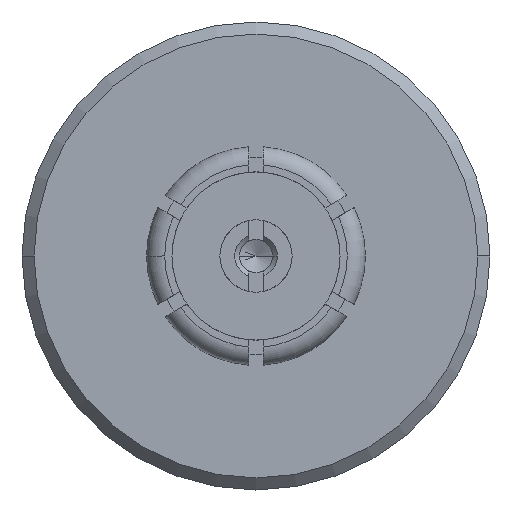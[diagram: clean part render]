
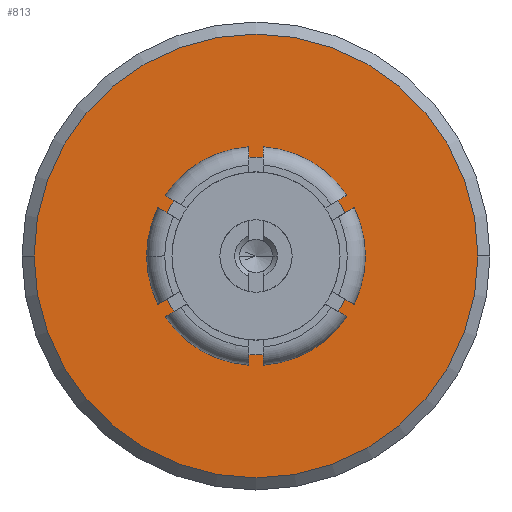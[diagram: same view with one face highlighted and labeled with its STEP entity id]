
A CAD part, left-side view. The second image highlights one B-rep face of the part: STEP entity #813.
In plain terms, the highlighted planar face has unit normal (-1, 0, 0).
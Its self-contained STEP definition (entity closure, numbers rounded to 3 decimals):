
#124 = VERTEX_POINT ( 'NONE', #1977 ) ;
#132 = DIRECTION ( 'NONE',  ( 1., 0., 0. ) ) ;
#191 = CARTESIAN_POINT ( 'NONE',  ( -4.289, -1.041, 0. ) ) ;
#434 = AXIS2_PLACEMENT_3D ( 'NONE', #1355, #3181, #3239 ) ;
#604 = PLANE ( 'NONE',  #1439 ) ;
#813 = ADVANCED_FACE ( 'NONE', ( #1147, #3496 ), #604, .F. ) ;
#889 = CARTESIAN_POINT ( 'NONE',  ( -4.289, 2.337, 0. ) ) ;
#1089 = DIRECTION ( 'NONE',  ( 0., 1., 0. ) ) ;
#1106 = ORIENTED_EDGE ( 'NONE', *, *, #5474, .T. ) ;
#1147 = FACE_OUTER_BOUND ( 'NONE', #4117, .T. ) ;
#1176 = EDGE_CURVE ( 'NONE', #3664, #2227, #3155, .T. ) ;
#1274 = ORIENTED_EDGE ( 'NONE', *, *, #1176, .F. ) ;
#1355 = CARTESIAN_POINT ( 'NONE',  ( -4.289, 0., 0. ) ) ;
#1377 = DIRECTION ( 'NONE',  ( 0., 1., 0. ) ) ;
#1398 = AXIS2_PLACEMENT_3D ( 'NONE', #3411, #4392, #1089 ) ;
#1439 = AXIS2_PLACEMENT_3D ( 'NONE', #191, #132, #4029 ) ;
#1528 = ORIENTED_EDGE ( 'NONE', *, *, #5721, .T. ) ;
#1832 = DIRECTION ( 'NONE',  ( 0., 1., 0. ) ) ;
#1977 = CARTESIAN_POINT ( 'NONE',  ( -4.289, 1.041, 0. ) ) ;
#2227 = VERTEX_POINT ( 'NONE', #889 ) ;
#2469 = CARTESIAN_POINT ( 'NONE',  ( -4.289, -1.041, 0. ) ) ;
#2506 = CIRCLE ( 'NONE', #3008, 1.041 ) ;
#2619 = ORIENTED_EDGE ( 'NONE', *, *, #2941, .F. ) ;
#2941 = EDGE_CURVE ( 'NONE', #2227, #3664, #3027, .T. ) ;
#3008 = AXIS2_PLACEMENT_3D ( 'NONE', #6170, #4774, #1832 ) ;
#3027 = CIRCLE ( 'NONE', #5557, 2.337 ) ;
#3155 = CIRCLE ( 'NONE', #434, 2.337 ) ;
#3181 = DIRECTION ( 'NONE',  ( 1., 0., 0. ) ) ;
#3239 = DIRECTION ( 'NONE',  ( 0., 1., 0. ) ) ;
#3287 = CARTESIAN_POINT ( 'NONE',  ( -4.289, 0., 0. ) ) ;
#3411 = CARTESIAN_POINT ( 'NONE',  ( -4.289, 0., 0. ) ) ;
#3496 = FACE_BOUND ( 'NONE', #5818, .T. ) ;
#3550 = CARTESIAN_POINT ( 'NONE',  ( -4.289, -2.337, 0. ) ) ;
#3664 = VERTEX_POINT ( 'NONE', #3550 ) ;
#4029 = DIRECTION ( 'NONE',  ( 0., -1., 0. ) ) ;
#4117 = EDGE_LOOP ( 'NONE', ( #2619, #1274 ) ) ;
#4267 = VERTEX_POINT ( 'NONE', #2469 ) ;
#4392 = DIRECTION ( 'NONE',  ( 1., 0., 0. ) ) ;
#4411 = CIRCLE ( 'NONE', #1398, 1.041 ) ;
#4774 = DIRECTION ( 'NONE',  ( 1., 0., 0. ) ) ;
#4880 = DIRECTION ( 'NONE',  ( 1., 0., 0. ) ) ;
#5474 = EDGE_CURVE ( 'NONE', #124, #4267, #4411, .T. ) ;
#5557 = AXIS2_PLACEMENT_3D ( 'NONE', #3287, #4880, #1377 ) ;
#5721 = EDGE_CURVE ( 'NONE', #4267, #124, #2506, .T. ) ;
#5818 = EDGE_LOOP ( 'NONE', ( #1106, #1528 ) ) ;
#6170 = CARTESIAN_POINT ( 'NONE',  ( -4.289, 0., 0. ) ) ;
